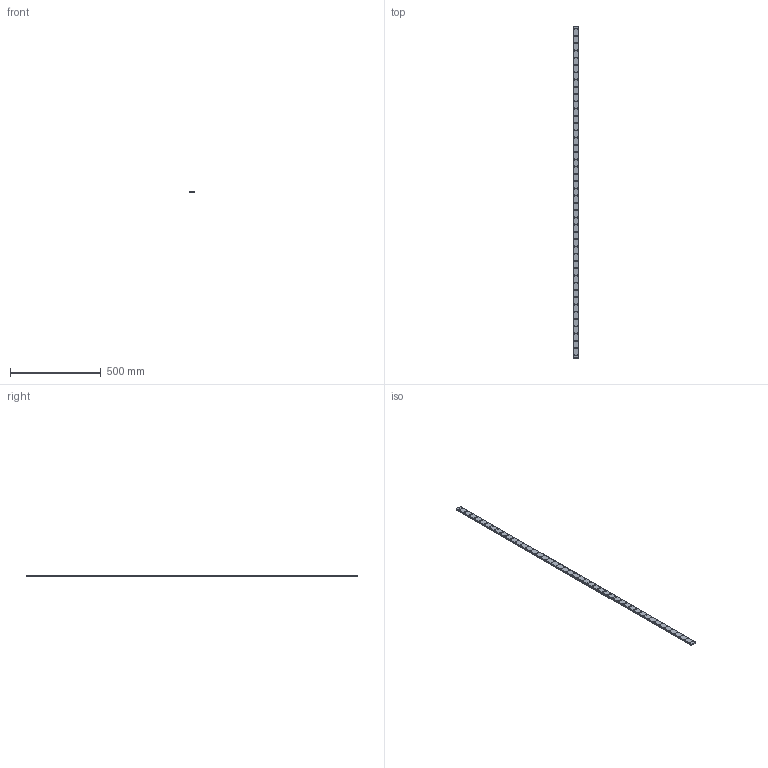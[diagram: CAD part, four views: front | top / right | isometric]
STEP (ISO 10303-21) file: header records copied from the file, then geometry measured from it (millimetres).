
FILE_DESCRIPTION(('STEP AP214'),'1');
FILE_NAME('cctmp_8A477B13-FB7A-4A18-8CEC-24D682405F11_2021_02_25_14_21_23_0624..stp','2021-02-25T13:21:24',('HIWIN GmbH'),('CADClick - www.CADClick.com'),'Spatial InterOp 3D',' ','unknown authorization');
FILE_SCHEMA(('AUTOMOTIVE_DESIGN'));
Length unit declared in the file: millimetre
Products named in the file (1): WER17R1830H_FILE
Bounding box: 33 x 1830 x 9.3 mm (x, y, z)
Volume: 505331.6 mm3; surface area: 179211.9 mm2
Topology: 1 solids, 1 shells, 931 faces, 1947 edges, 1298 vertices
Faces by surface type: cylinder 570, plane 361
Entity records: 32853 total; most frequent: DIRECTION 4951, CARTESIAN_POINT 4177, ORIENTED_EDGE 3894, AXIS2_PLACEMENT_3D 2072, EDGE_CURVE 1947, VERTEX_POINT 1298, EDGE_LOOP 1211, CIRCLE 1140
